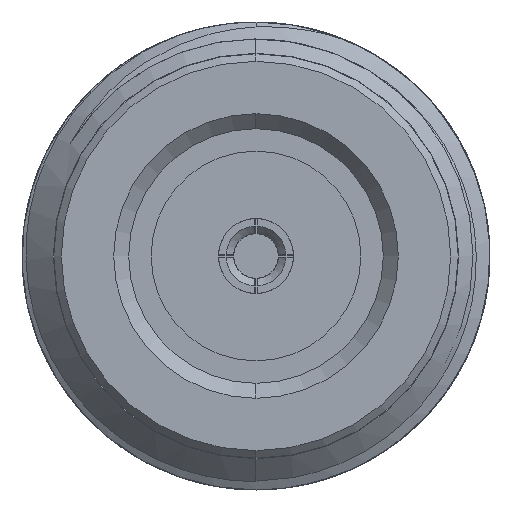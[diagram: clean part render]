
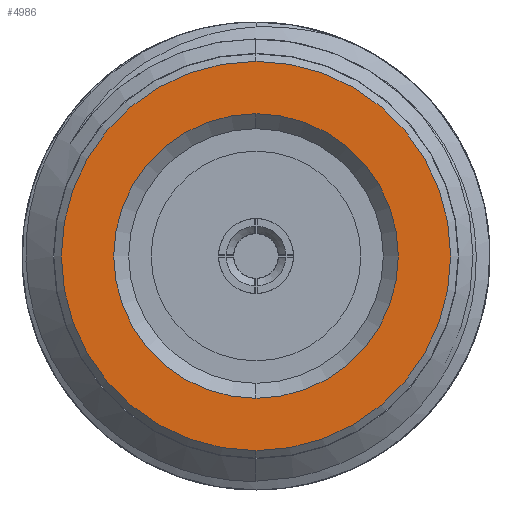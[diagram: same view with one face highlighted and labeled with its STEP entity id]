
A CAD part, left-side view. The second image highlights one B-rep face of the part: STEP entity #4986.
In plain terms, the highlighted planar face has unit normal (-1, 0, 0).
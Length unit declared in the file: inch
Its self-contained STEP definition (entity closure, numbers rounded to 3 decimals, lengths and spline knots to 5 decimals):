
#79 = VERTEX_POINT ( 'NONE', #3480 ) ;
#96 = FACE_OUTER_BOUND ( 'NONE', #6043, .T. ) ;
#101 = DIRECTION ( 'NONE',  ( 1., 0., 0. ) ) ;
#203 = AXIS2_PLACEMENT_3D ( 'NONE', #2383, #1809, #5265 ) ;
#515 = CARTESIAN_POINT ( 'NONE',  ( -0.16732, 0., 0. ) ) ;
#932 = CARTESIAN_POINT ( 'NONE',  ( -0.16732, 0., 0.26 ) ) ;
#1216 = FACE_BOUND ( 'NONE', #6469, .T. ) ;
#1337 = AXIS2_PLACEMENT_3D ( 'NONE', #6588, #2431, #6518 ) ;
#1489 = CARTESIAN_POINT ( 'NONE',  ( -0.16732, 0., -0.26 ) ) ;
#1685 = PLANE ( 'NONE',  #6219 ) ;
#1809 = DIRECTION ( 'NONE',  ( 1., 0., 0. ) ) ;
#1947 = CARTESIAN_POINT ( 'NONE',  ( -0.16732, 0., 0. ) ) ;
#2383 = CARTESIAN_POINT ( 'NONE',  ( -0.16732, 0., 0. ) ) ;
#2431 = DIRECTION ( 'NONE',  ( -1., 0., 0. ) ) ;
#2824 = DIRECTION ( 'NONE',  ( 0., 0., 1. ) ) ;
#2893 = AXIS2_PLACEMENT_3D ( 'NONE', #1947, #101, #4938 ) ;
#3043 = ORIENTED_EDGE ( 'NONE', *, *, #5593, .T. ) ;
#3126 = CIRCLE ( 'NONE', #7447, 0.26 ) ;
#3480 = CARTESIAN_POINT ( 'NONE',  ( -0.16732, 0., -0.19 ) ) ;
#3729 = VERTEX_POINT ( 'NONE', #932 ) ;
#3818 = VERTEX_POINT ( 'NONE', #4469 ) ;
#4308 = EDGE_CURVE ( 'NONE', #3729, #5536, #7634, .T. ) ;
#4348 = CIRCLE ( 'NONE', #2893, 0.19 ) ;
#4469 = CARTESIAN_POINT ( 'NONE',  ( -0.16732, 0., 0.19 ) ) ;
#4916 = ORIENTED_EDGE ( 'NONE', *, *, #5815, .T. ) ;
#4938 = DIRECTION ( 'NONE',  ( 0., 0., 1. ) ) ;
#4986 = ADVANCED_FACE ( 'NONE', ( #1216, #96 ), #1685, .T. ) ;
#5245 = DIRECTION ( 'NONE',  ( -1., 0., 0. ) ) ;
#5265 = DIRECTION ( 'NONE',  ( 0., 0., 1. ) ) ;
#5536 = VERTEX_POINT ( 'NONE', #1489 ) ;
#5593 = EDGE_CURVE ( 'NONE', #79, #3818, #7469, .T. ) ;
#5815 = EDGE_CURVE ( 'NONE', #3818, #79, #4348, .T. ) ;
#5930 = ORIENTED_EDGE ( 'NONE', *, *, #7065, .T. ) ;
#5938 = DIRECTION ( 'NONE',  ( -1., 0., 0. ) ) ;
#6043 = EDGE_LOOP ( 'NONE', ( #5930, #6584 ) ) ;
#6219 = AXIS2_PLACEMENT_3D ( 'NONE', #7006, #5938, #6529 ) ;
#6469 = EDGE_LOOP ( 'NONE', ( #4916, #3043 ) ) ;
#6518 = DIRECTION ( 'NONE',  ( 0., 0., 1. ) ) ;
#6529 = DIRECTION ( 'NONE',  ( 0., 0., 1. ) ) ;
#6584 = ORIENTED_EDGE ( 'NONE', *, *, #4308, .T. ) ;
#6588 = CARTESIAN_POINT ( 'NONE',  ( -0.16732, 0., 0. ) ) ;
#7006 = CARTESIAN_POINT ( 'NONE',  ( -0.16732, 0., 0. ) ) ;
#7065 = EDGE_CURVE ( 'NONE', #5536, #3729, #3126, .T. ) ;
#7447 = AXIS2_PLACEMENT_3D ( 'NONE', #515, #5245, #2824 ) ;
#7469 = CIRCLE ( 'NONE', #203, 0.19 ) ;
#7634 = CIRCLE ( 'NONE', #1337, 0.26 ) ;
